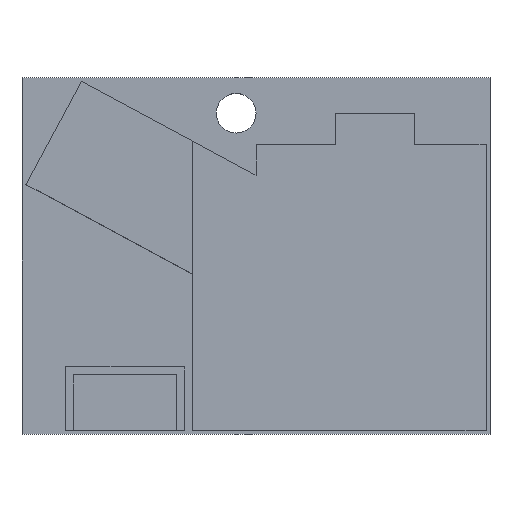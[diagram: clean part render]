
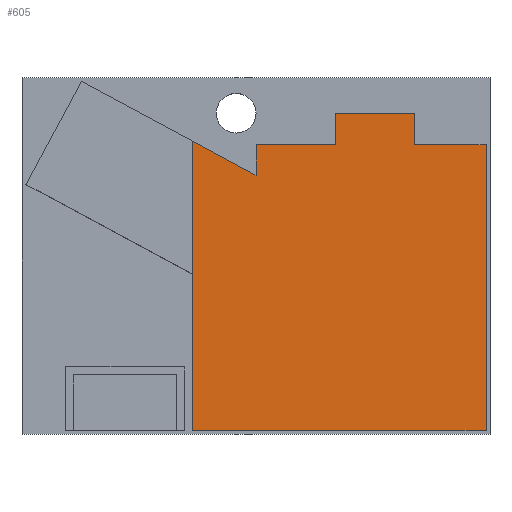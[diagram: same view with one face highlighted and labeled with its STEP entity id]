
A CAD part, top view. The second image highlights one B-rep face of the part: STEP entity #605.
In plain terms, the highlighted planar face has unit normal (0, 0, 1).
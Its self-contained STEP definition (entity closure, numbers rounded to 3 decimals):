
#40=PLANE('',#659);
#75=FACE_OUTER_BOUND('',#112,.T.);
#112=EDGE_LOOP('',(#495,#496,#497,#498,#499,#500,#501,#502,#503,#504));
#145=LINE('',#872,#224);
#148=LINE('',#878,#227);
#151=LINE('',#884,#230);
#154=LINE('',#890,#233);
#157=LINE('',#896,#236);
#160=LINE('',#902,#239);
#163=LINE('',#908,#242);
#166=LINE('',#914,#245);
#169=LINE('',#920,#248);
#172=LINE('',#924,#251);
#224=VECTOR('',#714,10.);
#227=VECTOR('',#719,10.);
#230=VECTOR('',#724,10.);
#233=VECTOR('',#729,10.);
#236=VECTOR('',#734,10.);
#239=VECTOR('',#739,10.);
#242=VECTOR('',#744,10.);
#245=VECTOR('',#749,10.);
#248=VECTOR('',#754,10.);
#251=VECTOR('',#759,10.);
#302=VERTEX_POINT('',#869);
#303=VERTEX_POINT('',#871);
#305=VERTEX_POINT('',#877);
#307=VERTEX_POINT('',#883);
#309=VERTEX_POINT('',#889);
#311=VERTEX_POINT('',#895);
#313=VERTEX_POINT('',#901);
#315=VERTEX_POINT('',#907);
#317=VERTEX_POINT('',#913);
#319=VERTEX_POINT('',#919);
#361=EDGE_CURVE('',#303,#302,#145,.T.);
#364=EDGE_CURVE('',#305,#303,#148,.T.);
#367=EDGE_CURVE('',#307,#305,#151,.T.);
#370=EDGE_CURVE('',#309,#307,#154,.T.);
#373=EDGE_CURVE('',#311,#309,#157,.T.);
#376=EDGE_CURVE('',#313,#311,#160,.T.);
#379=EDGE_CURVE('',#315,#313,#163,.T.);
#382=EDGE_CURVE('',#317,#315,#166,.T.);
#385=EDGE_CURVE('',#319,#317,#169,.T.);
#388=EDGE_CURVE('',#302,#319,#172,.T.);
#495=ORIENTED_EDGE('',*,*,#388,.T.);
#496=ORIENTED_EDGE('',*,*,#385,.T.);
#497=ORIENTED_EDGE('',*,*,#382,.T.);
#498=ORIENTED_EDGE('',*,*,#379,.T.);
#499=ORIENTED_EDGE('',*,*,#376,.T.);
#500=ORIENTED_EDGE('',*,*,#373,.T.);
#501=ORIENTED_EDGE('',*,*,#370,.T.);
#502=ORIENTED_EDGE('',*,*,#367,.T.);
#503=ORIENTED_EDGE('',*,*,#364,.T.);
#504=ORIENTED_EDGE('',*,*,#361,.T.);
#605=ADVANCED_FACE('',(#75),#40,.T.);
#659=AXIS2_PLACEMENT_3D('',#925,#760,#761);
#714=DIRECTION('',(0.,-1.,0.));
#719=DIRECTION('',(-1.,0.,0.));
#724=DIRECTION('',(0.,-1.,0.));
#729=DIRECTION('',(-1.,0.,0.));
#734=DIRECTION('',(0.,1.,0.));
#739=DIRECTION('',(-1.,0.,0.));
#744=DIRECTION('',(0.,1.,0.));
#749=DIRECTION('',(1.,0.,0.));
#754=DIRECTION('',(0.,-1.,0.));
#759=DIRECTION('',(-0.88,0.474,0.));
#760=DIRECTION('center_axis',(0.,0.,1.));
#761=DIRECTION('ref_axis',(1.,0.,0.));
#869=CARTESIAN_POINT('',(0.,10.154,16.6));
#871=CARTESIAN_POINT('',(0.,14.,16.6));
#872=CARTESIAN_POINT('',(0.,9.,16.6));
#877=CARTESIAN_POINT('',(10.,14.,16.6));
#878=CARTESIAN_POINT('',(0.,14.,16.6));
#883=CARTESIAN_POINT('',(10.,18.,16.6));
#884=CARTESIAN_POINT('',(10.,19.,16.6));
#889=CARTESIAN_POINT('',(20.,18.,16.6));
#890=CARTESIAN_POINT('',(-8.,18.,16.6));
#895=CARTESIAN_POINT('',(20.,14.,16.6));
#896=CARTESIAN_POINT('',(20.,14.,16.6));
#901=CARTESIAN_POINT('',(29.,14.,16.6));
#902=CARTESIAN_POINT('',(0.,14.,16.6));
#907=CARTESIAN_POINT('',(29.,-22.,16.6));
#908=CARTESIAN_POINT('',(29.,18.,16.6));
#913=CARTESIAN_POINT('',(-8.,-22.,16.6));
#914=CARTESIAN_POINT('',(29.,-22.,16.6));
#919=CARTESIAN_POINT('',(-8.,14.462,16.6));
#920=CARTESIAN_POINT('',(-8.,-22.,16.6));
#924=CARTESIAN_POINT('',(4.239,7.872,16.6));
#925=CARTESIAN_POINT('Origin',(10.5,-2.,16.6));
